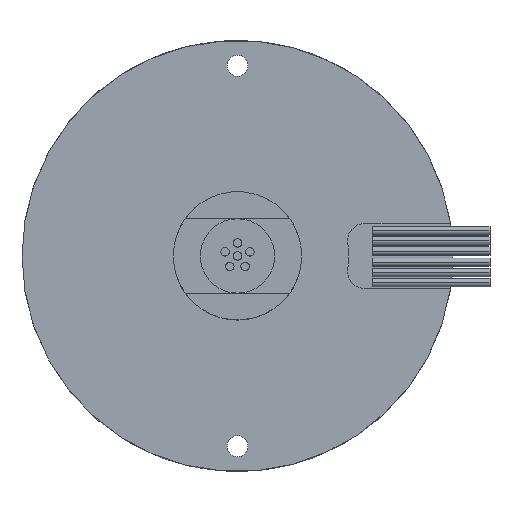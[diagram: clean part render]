
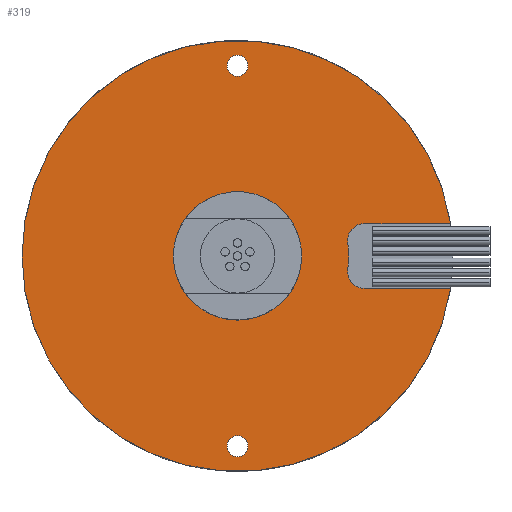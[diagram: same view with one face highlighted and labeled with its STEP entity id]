
A CAD part, top view. The second image highlights one B-rep face of the part: STEP entity #319.
In plain terms, the highlighted planar face has unit normal (0, 0, 1).
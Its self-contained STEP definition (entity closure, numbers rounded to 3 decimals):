
#32 = EDGE_CURVE ( 'NONE', #1379, #122, #1050, .T. ) ;
#57 = AXIS2_PLACEMENT_3D ( 'NONE', #1118, #205, #1270 ) ;
#92 = CARTESIAN_POINT ( 'NONE',  ( 37.838, 9.63, 53.2 ) ) ;
#122 = VERTEX_POINT ( 'NONE', #1012 ) ;
#132 = CARTESIAN_POINT ( 'NONE',  ( 0., 0., 53.2 ) ) ;
#136 = EDGE_CURVE ( 'NONE', #1755, #363, #487, .T. ) ;
#166 = EDGE_CURVE ( 'NONE', #387, #653, #442, .T. ) ;
#167 = DIRECTION ( 'NONE',  ( 1., 0., 0. ) ) ;
#180 = ORIENTED_EDGE ( 'NONE', *, *, #1302, .T. ) ;
#205 = DIRECTION ( 'NONE',  ( 0., 0., 1. ) ) ;
#234 = AXIS2_PLACEMENT_3D ( 'NONE', #1160, #546, #1119 ) ;
#247 = VERTEX_POINT ( 'NONE', #393 ) ;
#265 = CARTESIAN_POINT ( 'NONE',  ( -3.1, 56.5, 53.2 ) ) ;
#275 = EDGE_CURVE ( 'NONE', #122, #1379, #353, .T. ) ;
#290 = DIRECTION ( 'NONE',  ( 1., 0., 0. ) ) ;
#314 = ORIENTED_EDGE ( 'NONE', *, *, #1081, .F. ) ;
#319 = ADVANCED_FACE ( 'NONE', ( #1801, #1847, #1372, #967 ), #1392, .T. ) ;
#321 = AXIS2_PLACEMENT_3D ( 'NONE', #132, #1208, #290 ) ;
#353 = CIRCLE ( 'NONE', #1556, 3.1 ) ;
#363 = VERTEX_POINT ( 'NONE', #687 ) ;
#387 = VERTEX_POINT ( 'NONE', #1647 ) ;
#388 = CARTESIAN_POINT ( 'NONE',  ( 32.754, 4.022, 53.2 ) ) ;
#393 = CARTESIAN_POINT ( 'NONE',  ( -19.05, 0., 53.2 ) ) ;
#398 = DIRECTION ( 'NONE',  ( 1., 0., 0. ) ) ;
#403 = ORIENTED_EDGE ( 'NONE', *, *, #275, .F. ) ;
#428 = DIRECTION ( 'NONE',  ( 1., 0., 0. ) ) ;
#432 = AXIS2_PLACEMENT_3D ( 'NONE', #1559, #678, #1738 ) ;
#442 = CIRCLE ( 'NONE', #432, 3.1 ) ;
#467 = EDGE_CURVE ( 'NONE', #1301, #497, #1540, .T. ) ;
#487 = CIRCLE ( 'NONE', #234, 64. ) ;
#497 = VERTEX_POINT ( 'NONE', #388 ) ;
#529 = CIRCLE ( 'NONE', #57, 5. ) ;
#530 = CIRCLE ( 'NONE', #1006, 19.05 ) ;
#546 = DIRECTION ( 'NONE',  ( 0., 0., 1. ) ) ;
#550 = CARTESIAN_POINT ( 'NONE',  ( 0., -56.5, 53.2 ) ) ;
#561 = CARTESIAN_POINT ( 'NONE',  ( 0., 0., 53.2 ) ) ;
#620 = CIRCLE ( 'NONE', #1969, 33. ) ;
#626 = VERTEX_POINT ( 'NONE', #1750 ) ;
#653 = VERTEX_POINT ( 'NONE', #858 ) ;
#657 = DIRECTION ( 'NONE',  ( 1., 0., 0. ) ) ;
#678 = DIRECTION ( 'NONE',  ( 0., 0., 1. ) ) ;
#687 = CARTESIAN_POINT ( 'NONE',  ( 63.271, -9.631, 53.2 ) ) ;
#710 = DIRECTION ( 'NONE',  ( 1., 0., 0. ) ) ;
#718 = CARTESIAN_POINT ( 'NONE',  ( 0., 0., 53.2 ) ) ;
#723 = DIRECTION ( 'NONE',  ( 1., 0., 0. ) ) ;
#758 = EDGE_CURVE ( 'NONE', #1175, #497, #1517, .T. ) ;
#762 = CARTESIAN_POINT ( 'NONE',  ( 33., 0., 53.2 ) ) ;
#771 = CARTESIAN_POINT ( 'NONE',  ( 37.717, 4.631, 53.2 ) ) ;
#772 = EDGE_CURVE ( 'NONE', #1592, #247, #1163, .T. ) ;
#774 = EDGE_LOOP ( 'NONE', ( #1359, #180, #1633, #1074, #1250, #783, #974, #1481 ) ) ;
#783 = ORIENTED_EDGE ( 'NONE', *, *, #1946, .F. ) ;
#789 = CARTESIAN_POINT ( 'NONE',  ( 0., 0., 53.2 ) ) ;
#804 = CARTESIAN_POINT ( 'NONE',  ( 0., 0., 53.2 ) ) ;
#847 = CARTESIAN_POINT ( 'NONE',  ( 0., 9.63, 53.2 ) ) ;
#854 = DIRECTION ( 'NONE',  ( 0., 0., 1. ) ) ;
#858 = CARTESIAN_POINT ( 'NONE',  ( 3.1, -56.5, 53.2 ) ) ;
#870 = CARTESIAN_POINT ( 'NONE',  ( 0., -9.631, 53.2 ) ) ;
#871 = DIRECTION ( 'NONE',  ( 1., 0., 0. ) ) ;
#889 = CARTESIAN_POINT ( 'NONE',  ( 0., 0., 53.2 ) ) ;
#890 = VERTEX_POINT ( 'NONE', #1734 ) ;
#947 = DIRECTION ( 'NONE',  ( 1., 0., 0. ) ) ;
#955 = ORIENTED_EDGE ( 'NONE', *, *, #1333, .F. ) ;
#967 = FACE_OUTER_BOUND ( 'NONE', #774, .T. ) ;
#974 = ORIENTED_EDGE ( 'NONE', *, *, #1371, .T. ) ;
#1006 = AXIS2_PLACEMENT_3D ( 'NONE', #561, #1641, #723 ) ;
#1012 = CARTESIAN_POINT ( 'NONE',  ( 3.1, 56.5, 53.2 ) ) ;
#1017 = AXIS2_PLACEMENT_3D ( 'NONE', #771, #1027, #657 ) ;
#1027 = DIRECTION ( 'NONE',  ( 0., 0., 1. ) ) ;
#1032 = DIRECTION ( 'NONE',  ( 0., 0., 1. ) ) ;
#1044 = DIRECTION ( 'NONE',  ( 1., 0., 0. ) ) ;
#1047 = VECTOR ( 'NONE', #398, 1000. ) ;
#1050 = CIRCLE ( 'NONE', #1082, 3.1 ) ;
#1074 = ORIENTED_EDGE ( 'NONE', *, *, #136, .T. ) ;
#1081 = EDGE_CURVE ( 'NONE', #247, #1592, #530, .T. ) ;
#1082 = AXIS2_PLACEMENT_3D ( 'NONE', #1945, #854, #1791 ) ;
#1118 = CARTESIAN_POINT ( 'NONE',  ( 37.717, -4.631, 53.2 ) ) ;
#1119 = DIRECTION ( 'NONE',  ( 1., 0., 0. ) ) ;
#1120 = EDGE_LOOP ( 'NONE', ( #314, #1699 ) ) ;
#1160 = CARTESIAN_POINT ( 'NONE',  ( 0., 0., 53.2 ) ) ;
#1163 = CIRCLE ( 'NONE', #321, 19.05 ) ;
#1175 = VERTEX_POINT ( 'NONE', #762 ) ;
#1176 = CARTESIAN_POINT ( 'NONE',  ( 63.271, 9.63, 53.2 ) ) ;
#1208 = DIRECTION ( 'NONE',  ( 0., 0., 1. ) ) ;
#1215 = EDGE_CURVE ( 'NONE', #626, #363, #1514, .T. ) ;
#1250 = ORIENTED_EDGE ( 'NONE', *, *, #1215, .F. ) ;
#1270 = DIRECTION ( 'NONE',  ( 1., 0., 0. ) ) ;
#1274 = CARTESIAN_POINT ( 'NONE',  ( -64., 0., 53.2 ) ) ;
#1301 = VERTEX_POINT ( 'NONE', #92 ) ;
#1302 = EDGE_CURVE ( 'NONE', #1301, #1380, #1867, .T. ) ;
#1318 = EDGE_LOOP ( 'NONE', ( #955, #1549 ) ) ;
#1324 = CARTESIAN_POINT ( 'NONE',  ( 0., 56.5, 53.2 ) ) ;
#1333 = EDGE_CURVE ( 'NONE', #653, #387, #1916, .T. ) ;
#1359 = ORIENTED_EDGE ( 'NONE', *, *, #467, .F. ) ;
#1371 = EDGE_CURVE ( 'NONE', #890, #1175, #620, .T. ) ;
#1372 = FACE_BOUND ( 'NONE', #1120, .T. ) ;
#1379 = VERTEX_POINT ( 'NONE', #265 ) ;
#1380 = VERTEX_POINT ( 'NONE', #1176 ) ;
#1392 = PLANE ( 'NONE',  #1879 ) ;
#1419 = AXIS2_PLACEMENT_3D ( 'NONE', #789, #1878, #947 ) ;
#1481 = ORIENTED_EDGE ( 'NONE', *, *, #758, .T. ) ;
#1514 = LINE ( 'NONE', #870, #1886 ) ;
#1517 = CIRCLE ( 'NONE', #1906, 33. ) ;
#1540 = CIRCLE ( 'NONE', #1017, 5. ) ;
#1549 = ORIENTED_EDGE ( 'NONE', *, *, #166, .F. ) ;
#1556 = AXIS2_PLACEMENT_3D ( 'NONE', #1324, #1032, #167 ) ;
#1559 = CARTESIAN_POINT ( 'NONE',  ( 0., -56.5, 53.2 ) ) ;
#1592 = VERTEX_POINT ( 'NONE', #1683 ) ;
#1606 = EDGE_LOOP ( 'NONE', ( #403, #1637 ) ) ;
#1631 = DIRECTION ( 'NONE',  ( 0., 0., 1. ) ) ;
#1633 = ORIENTED_EDGE ( 'NONE', *, *, #1891, .T. ) ;
#1637 = ORIENTED_EDGE ( 'NONE', *, *, #32, .F. ) ;
#1641 = DIRECTION ( 'NONE',  ( 0., 0., 1. ) ) ;
#1647 = CARTESIAN_POINT ( 'NONE',  ( -3.1, -56.5, 53.2 ) ) ;
#1650 = AXIS2_PLACEMENT_3D ( 'NONE', #550, #1631, #710 ) ;
#1683 = CARTESIAN_POINT ( 'NONE',  ( 19.05, 0., 53.2 ) ) ;
#1699 = ORIENTED_EDGE ( 'NONE', *, *, #772, .F. ) ;
#1723 = DIRECTION ( 'NONE',  ( 1., 0., 0. ) ) ;
#1734 = CARTESIAN_POINT ( 'NONE',  ( 32.754, -4.022, 53.2 ) ) ;
#1738 = DIRECTION ( 'NONE',  ( 1., 0., 0. ) ) ;
#1750 = CARTESIAN_POINT ( 'NONE',  ( 37.652, -9.631, 53.2 ) ) ;
#1755 = VERTEX_POINT ( 'NONE', #1274 ) ;
#1791 = DIRECTION ( 'NONE',  ( 1., 0., 0. ) ) ;
#1801 = FACE_BOUND ( 'NONE', #1318, .T. ) ;
#1802 = DIRECTION ( 'NONE',  ( 0., 0., 1. ) ) ;
#1805 = DIRECTION ( 'NONE',  ( 0., 0., 1. ) ) ;
#1847 = FACE_BOUND ( 'NONE', #1606, .T. ) ;
#1865 = CIRCLE ( 'NONE', #1419, 64. ) ;
#1867 = LINE ( 'NONE', #847, #1047 ) ;
#1878 = DIRECTION ( 'NONE',  ( 0., 0., 1. ) ) ;
#1879 = AXIS2_PLACEMENT_3D ( 'NONE', #804, #1805, #1723 ) ;
#1886 = VECTOR ( 'NONE', #428, 1000. ) ;
#1891 = EDGE_CURVE ( 'NONE', #1380, #1755, #1865, .T. ) ;
#1906 = AXIS2_PLACEMENT_3D ( 'NONE', #889, #1974, #1044 ) ;
#1916 = CIRCLE ( 'NONE', #1650, 3.1 ) ;
#1945 = CARTESIAN_POINT ( 'NONE',  ( 0., 56.5, 53.2 ) ) ;
#1946 = EDGE_CURVE ( 'NONE', #890, #626, #529, .T. ) ;
#1969 = AXIS2_PLACEMENT_3D ( 'NONE', #718, #1802, #871 ) ;
#1974 = DIRECTION ( 'NONE',  ( 0., 0., 1. ) ) ;
